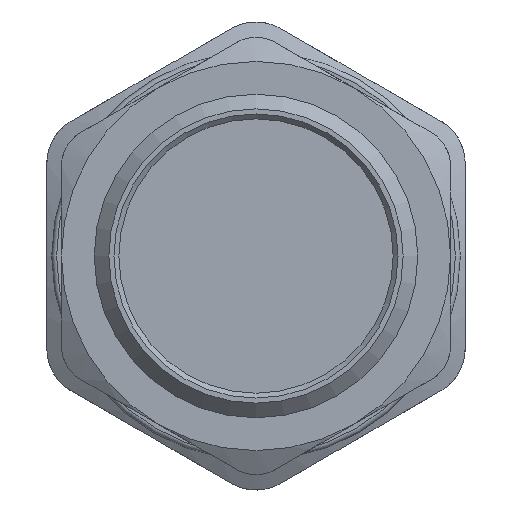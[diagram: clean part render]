
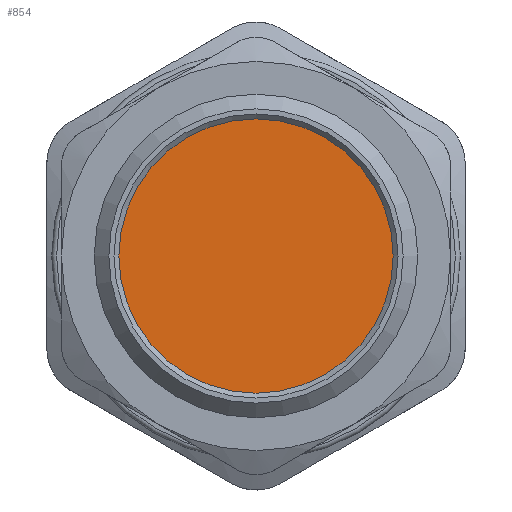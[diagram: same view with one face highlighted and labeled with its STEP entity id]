
A CAD part, front view. The second image highlights one B-rep face of the part: STEP entity #854.
In plain terms, the highlighted planar face has unit normal (0, -1, 0).
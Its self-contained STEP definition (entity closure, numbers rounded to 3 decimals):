
#233=FACE_OUTER_BOUND('',#286,.T.);
#286=EDGE_LOOP('',(#582));
#343=CIRCLE('',#931,14.1);
#375=VERTEX_POINT('',#1222);
#455=EDGE_CURVE('',#375,#375,#343,.T.);
#582=ORIENTED_EDGE('',*,*,#455,.F.);
#836=PLANE('',#930);
#854=ADVANCED_FACE('',(#233),#836,.F.);
#930=AXIS2_PLACEMENT_3D('',#1221,#1017,#1018);
#931=AXIS2_PLACEMENT_3D('',#1223,#1019,#1020);
#1017=DIRECTION('center_axis',(0.,1.,0.));
#1018=DIRECTION('ref_axis',(0.,0.,1.));
#1019=DIRECTION('center_axis',(0.,1.,0.));
#1020=DIRECTION('ref_axis',(1.,0.,0.));
#1221=CARTESIAN_POINT('Origin',(-15.743,-39.436,-0.388));
#1222=CARTESIAN_POINT('',(-29.843,-39.436,-0.388));
#1223=CARTESIAN_POINT('Origin',(-15.743,-39.436,-0.388));
